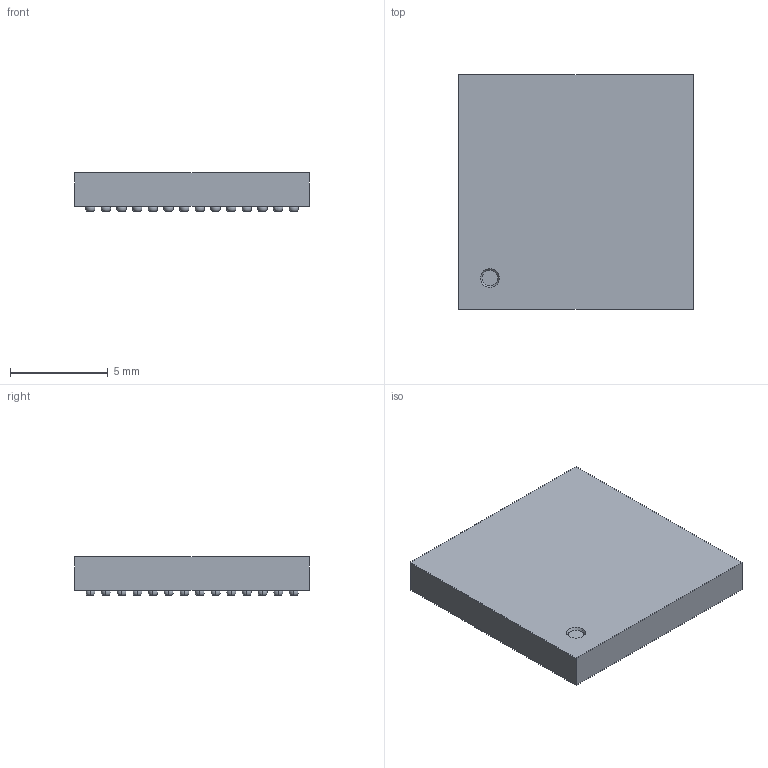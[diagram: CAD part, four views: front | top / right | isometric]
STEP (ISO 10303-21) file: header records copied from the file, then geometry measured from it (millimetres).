
FILE_DESCRIPTION (( 'STEP AP214' ), '1' );
FILE_NAME ('BGA196C80P14X14.STEP', '2019-03-18T10:54:18', ( 'Peng' ), ( '' ), 'SwSTEP 2.0', 'SolidWorks 2017', '' );
FILE_SCHEMA (( 'AUTOMOTIVE_DESIGN' ));
Length unit declared in the file: millimetre
Products named in the file (1): BGA196C80P14X14
Bounding box: 12 x 12 x 1.95 mm (x, y, z)
Volume: 252.5 mm3; surface area: 440.6 mm2
Topology: 1 solids, 1 shells, 597 faces, 1194 edges, 796 vertices
Faces by surface type: torus 392, plane 203, cone 2
Entity records: 22909 total; most frequent: DIRECTION 3570, CARTESIAN_POINT 2588, ORIENTED_EDGE 2388, AXIS2_PLACEMENT_3D 1778, EDGE_CURVE 1194, CIRCLE 1180, VERTEX_POINT 796, EDGE_LOOP 794
